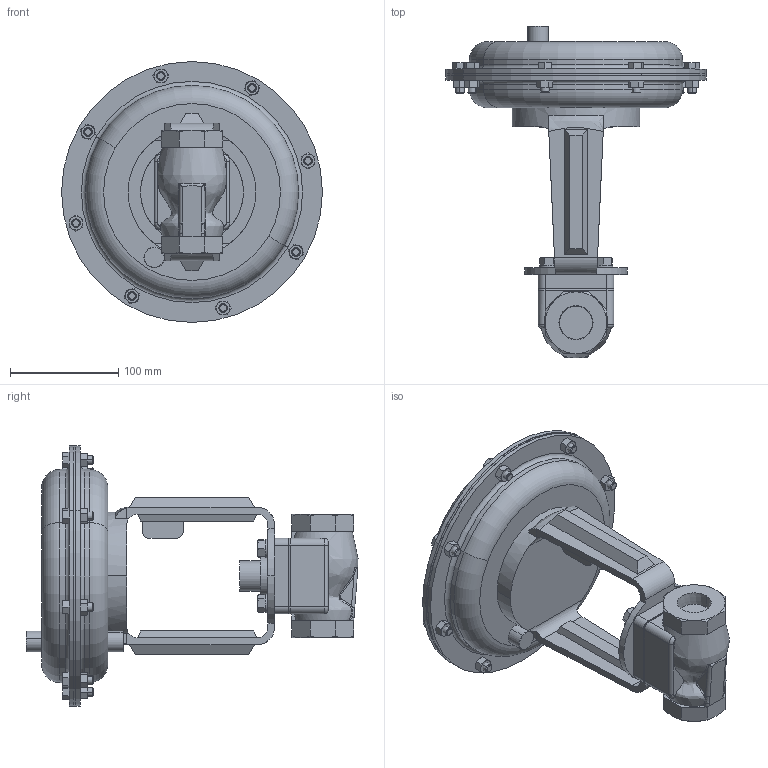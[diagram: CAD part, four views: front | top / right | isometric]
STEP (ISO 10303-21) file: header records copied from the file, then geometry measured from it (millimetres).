
FILE_DESCRIPTION (( 'STEP AP203' ), '1' );
FILE_NAME ('78-100-BR+CS+S6-PT-35M.step', '2017-09-25T13:12:22', ( '' ), ( '' ), 'SwSTEP 2.0', 'SolidWorks 2014', '' );
FILE_SCHEMA (( 'CONFIG_CONTROL_DESIGN' ));
Length unit declared in the file: inch
Products named in the file (1): 78-100-BR+CS+S6-PT-35M
Bounding box: 241.3 x 307.19 x 241.3 mm (x, y, z)
Volume: 3183108.2 mm3; surface area: 473532.9 mm2
Topology: 32 solids, 32 shells, 690 faces, 1541 edges, 941 vertices
Faces by surface type: plane 309, cone 227, cylinder 102, bspline 30, torus 22
Entity records: 25392 total; most frequent: CARTESIAN_POINT 10856, ORIENTED_EDGE 3082, DIRECTION 2820, EDGE_CURVE 1541, AXIS2_PLACEMENT_3D 1137, VERTEX_POINT 941, EDGE_LOOP 722, FACE_OUTER_BOUND 690
